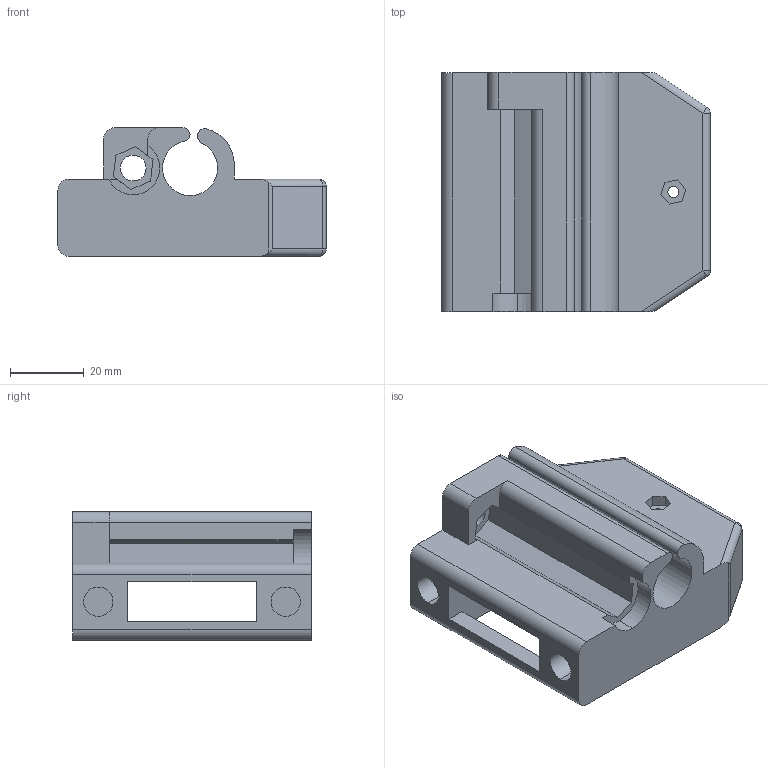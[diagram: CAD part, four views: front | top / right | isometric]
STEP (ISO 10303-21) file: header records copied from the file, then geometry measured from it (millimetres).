
FILE_DESCRIPTION (( 'STEP AP214' ), '1' );
FILE_NAME ('abs-z-axis-right.STEP', '2015-12-12T18:17:50', ( '' ), ( '' ), 'SwSTEP 2.0', 'SolidWorks 2014', '' );
FILE_SCHEMA (( 'AUTOMOTIVE_DESIGN' ));
Length unit declared in the file: millimetre
Products named in the file (2): abs-z-axis-right
Bounding box: 73 x 65 x 35 mm (x, y, z)
Volume: 65560 mm3; surface area: 25514.5 mm2
Topology: 1 solids, 1 shells, 75 faces, 201 edges, 130 vertices
Faces by surface type: plane 39, cylinder 32, sphere 4
Entity records: 2404 total; most frequent: CARTESIAN_POINT 432, DIRECTION 403, ORIENTED_EDGE 402, EDGE_CURVE 201, LINE 137, VECTOR 137, AXIS2_PLACEMENT_3D 133, VERTEX_POINT 130
